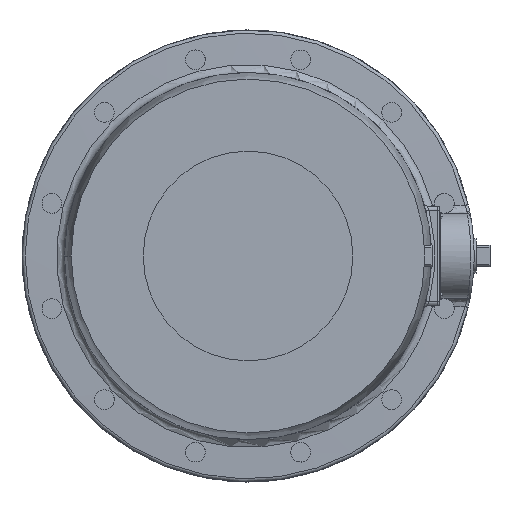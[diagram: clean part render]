
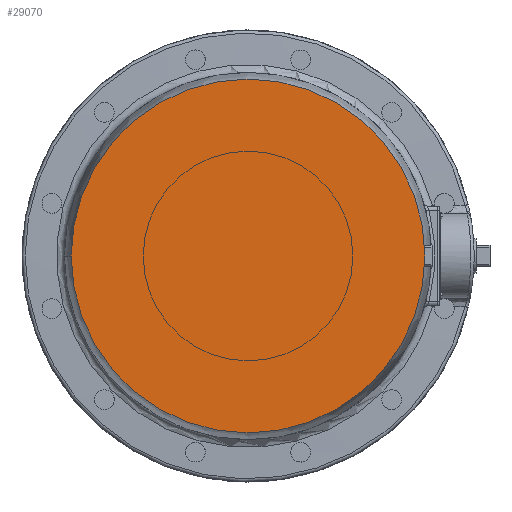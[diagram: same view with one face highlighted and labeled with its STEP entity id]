
A CAD part, front view. The second image highlights one B-rep face of the part: STEP entity #29070.
In plain terms, the highlighted planar face has unit normal (0, -1, 0).
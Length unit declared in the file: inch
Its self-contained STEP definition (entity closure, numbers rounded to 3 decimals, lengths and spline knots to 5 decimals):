
#9714=CARTESIAN_POINT('',(0.,-8.25,0.));
#9715=DIRECTION('',(0.,1.,0.));
#9716=DIRECTION('',(1.,0.,0.));
#9717=AXIS2_PLACEMENT_3D('',#9714,#9715,#9716);
#9724=CARTESIAN_POINT('',(0.,-8.25,0.));
#9725=DIRECTION('',(0.,1.,0.));
#9726=DIRECTION('',(-1.,0.,0.));
#9727=AXIS2_PLACEMENT_3D('',#9724,#9725,#9726);
#20854=CARTESIAN_POINT('',(6.75,-8.25,0.));
#20855=CARTESIAN_POINT('',(-6.75,-8.25,0.));
#20856=VERTEX_POINT('',#20854);
#20857=VERTEX_POINT('',#20855);
#29060=CARTESIAN_POINT('',(0.,-8.25,0.));
#29061=DIRECTION('',(0.,1.,0.));
#29062=DIRECTION('',(1.,0.,0.));
#29063=AXIS2_PLACEMENT_3D('',#29060,#29061,#29062);
#29064=PLANE('',#29063);
#29065=ORIENTED_EDGE('',*,*,#29043,.T.);
#29067=ORIENTED_EDGE('',*,*,#29066,.T.);
#29068=EDGE_LOOP('',(#29065,#29067));
#29069=FACE_OUTER_BOUND('',#29068,.F.);
#9718=CIRCLE('',#9717,6.75);
#9728=CIRCLE('',#9727,6.75);
#29043=EDGE_CURVE('',#20856,#20857,#9718,.T.);
#29066=EDGE_CURVE('',#20857,#20856,#9728,.T.);
#29070=ADVANCED_FACE('',(#29069),#29064,.F.);
